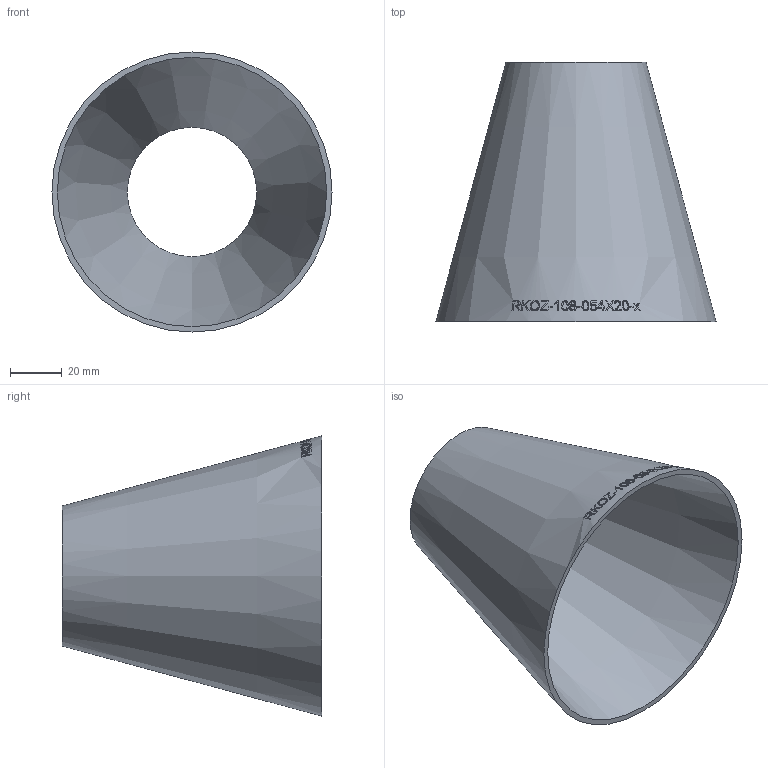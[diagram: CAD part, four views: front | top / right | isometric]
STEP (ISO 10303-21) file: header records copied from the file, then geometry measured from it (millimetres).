
FILE_DESCRIPTION (( 'STEP AP214' ), '1' );
FILE_NAME ('RKOZ-108-054X20-x Reduzierung aus Rohr 2006.STEP', '2020-06-23T07:39:48', ( '' ), ( '' ), 'SwSTEP 2.0', 'SolidWorks 2019', '' );
FILE_SCHEMA (( 'AUTOMOTIVE_DESIGN' ));
Length unit declared in the file: millimetre
Products named in the file (1): RKOZ-108-054X20-x Reduzierung aus Rohr 2006
Bounding box: 108 x 100 x 108 mm (x, y, z)
Volume: 51318.5 mm3; surface area: 52402.5 mm2
Topology: 1 solids, 1 shells, 219 faces, 576 edges, 384 vertices
Faces by surface type: bspline 190, cone 27, plane 2
Entity records: 26052 total; most frequent: CARTESIAN_POINT 20021, ORIENTED_EDGE 1148, EDGE_CURVE 574, B_SPLINE_CURVE_WITH_KNOTS 570, VERTEX_POINT 384, EDGE_LOOP 248, FACE_OUTER_BOUND 219, ADVANCED_FACE 219
